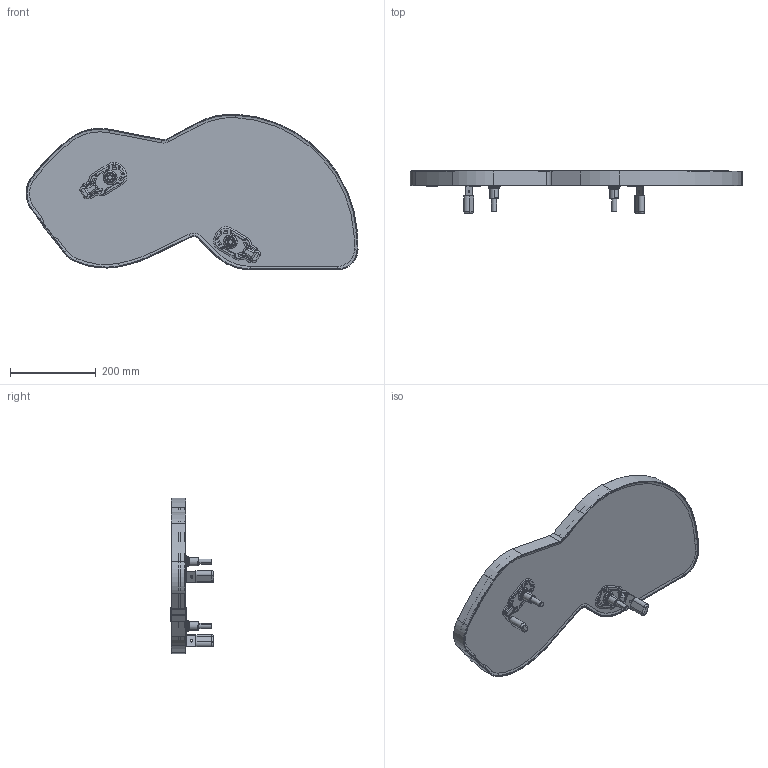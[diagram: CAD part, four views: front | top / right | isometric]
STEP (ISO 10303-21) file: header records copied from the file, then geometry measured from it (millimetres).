
FILE_DESCRIPTION((''),'2;1');
FILE_NAME('3D-832755-45-LI','2026-01-08T09:47:31',('1ke04'),('Kesseboehmer_Holding_KG'),'CREO PARAMETRIC BY PTC INC, 2025243','CREO PARAMETRIC BY PTC INC, 2025243','');
FILE_SCHEMA(('AUTOMOTIVE_DESIGN { 1 0 10303 214 1 1 1 1 }'));
Length unit declared in the file: millimetre
Products named in the file (1): 3D-832755-45-LI
Bounding box: 773.9 x 100.55 x 362.7 mm (x, y, z)
Surface area: 576560.9 mm2 (no closed solid volume)
Topology: 0 solids, 24 shells, 517 faces, 2023 edges, 1516 vertices
Faces by surface type: cylinder 184, plane 157, torus 112, cone 46, bspline 18
Entity records: 25825 total; most frequent: CARTESIAN_POINT 4740, DIRECTION 3990, ORIENTED_EDGE 2870, EDGE_CURVE 2023, AXIS2_PLACEMENT_3D 1518, VERTEX_POINT 1516, CIRCLE 1019, VECTOR 954
